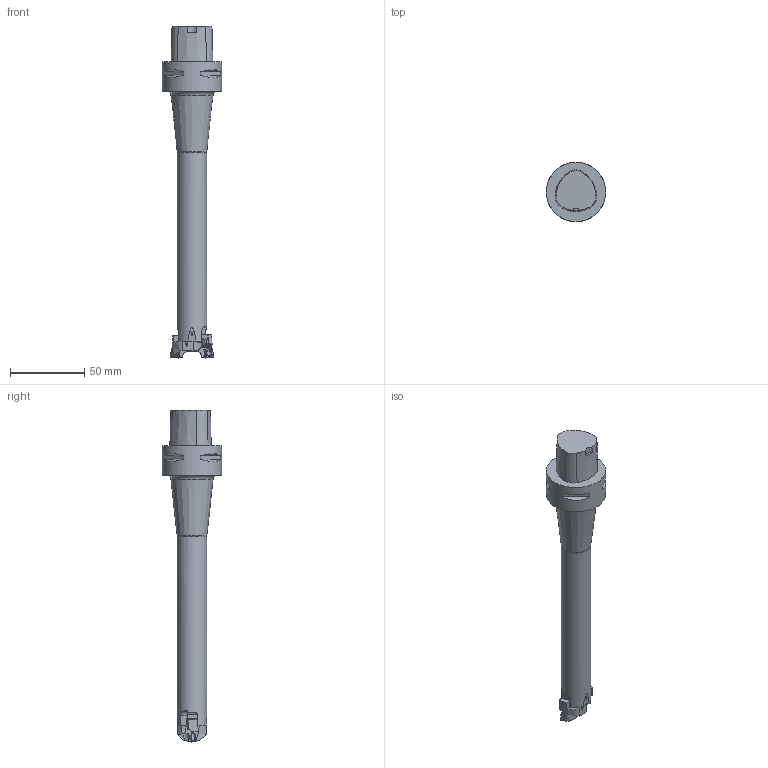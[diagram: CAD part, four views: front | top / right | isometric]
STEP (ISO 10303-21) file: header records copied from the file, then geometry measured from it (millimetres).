
FILE_DESCRIPTION(/* description */ (''),/* implementation_level */ '2;1');
FILE_NAME(/* name */ '1548167684877.stp',/* time_stamp */ '2019-01-22T15:35:03+01:00',/* author */ (''),/* organization */ ('SMS'),/* preprocessor_version */ 'ST-DEVELOPER v15',/* originating_system */ 'SIEMENS PLM Software NX 8.5',/* authorisation */ '');
FILE_SCHEMA (('AUTOMOTIVE_DESIGN { 1 0 10303 214 3 1 1 1 }'));
Length unit declared in the file: millimetre
Products named in the file (10): ASSEMBLY_CONSTRUCTION; 201028464mod000_00; 201011659mod000_00; 201028423mod000_00; 201107847mod000_00; 201028506mod000_01; 201028441mod000_01; 202012598mod000_00
Assembly tree (10 placements, depth 3):
  202012598mod000_00
    201028441mod000_01
      201028423mod000_00
      201011659mod000_00
      ASSEMBLY_CONSTRUCTION
    201028506mod000_01
      201028464mod000_00
      201011659mod000_00
      ASSEMBLY_CONSTRUCTION
    201107847mod000_00
    ASSEMBLY_CONSTRUCTION
Bounding box: 40 x 40 x 223.56 mm (x, y, z)
Volume: 100085.5 mm3; surface area: 20105.9 mm2
Topology: 5 solids, 5 shells, 284 faces, 739 edges, 508 vertices
Faces by surface type: plane 183, cone 34, torus 26, cylinder 23, extrusion 18
Full cylindrical faces by diameter (mm): 2.5 x4, 20 x1, 40 x1
Entity records: 8311 total; most frequent: CARTESIAN_POINT 2136, ORIENTED_EDGE 1198, DIRECTION 1135, EDGE_CURVE 599, VERTEX_POINT 422, VECTOR 379, AXIS2_PLACEMENT_3D 378, LINE 361
